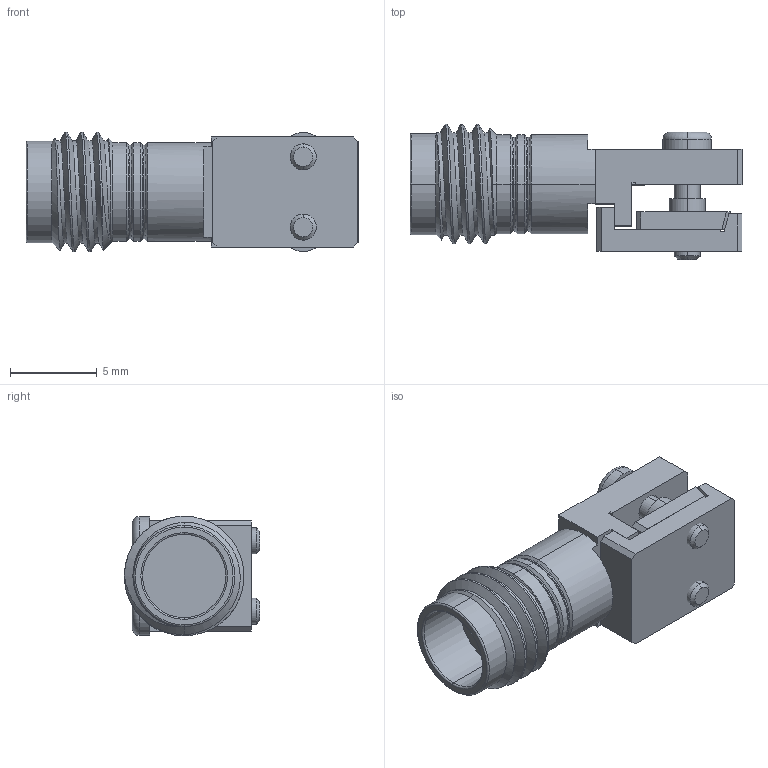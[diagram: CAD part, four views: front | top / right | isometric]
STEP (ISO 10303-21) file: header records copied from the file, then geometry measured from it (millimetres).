
FILE_DESCRIPTION (( 'STEP AP214' ), '1' );
FILE_NAME ('FMCN45949_3D.step', '2023-08-18T22:54:17', ( '' ), ( '' ), 'SwSTEP 2.0', 'SolidWorks 2022', '' );
FILE_SCHEMA (( 'AUTOMOTIVE_DESIGN' ));
Length unit declared in the file: inch
Products named in the file (6): FMCN45949_3D; 24-84NB-NS00-5_2^FMCN45949; 24-84NB-NS00-1^FMCN45949; 24-84NB-NS00-8_2^FMCN45949; 0-80UNF-2A-635L_3^FMCN45949; 24-84NB-NS00-7_3_2^FMCN45949
Assembly tree (6 placements, depth 2):
  FMCN45949_3D
    24-84NB-NS00-1^FMCN45949
    24-84NB-NS00-5_2^FMCN45949
    24-84NB-NS00-8_2^FMCN45949
    24-84NB-NS00-7_3_2^FMCN45949
    0-80UNF-2A-635L_3^FMCN45949  x2
Bounding box: 19.16 x 7.8 x 6.9 mm (x, y, z)
Volume: 485.7 mm3; surface area: 957.9 mm2
Topology: 6 solids, 6 shells, 223 faces, 559 edges, 358 vertices
Faces by surface type: plane 102, cylinder 86, torus 16, cone 16, bspline 3
Entity records: 6771 total; most frequent: CARTESIAN_POINT 1923, DIRECTION 1000, ORIENTED_EDGE 934, EDGE_CURVE 467, AXIS2_PLACEMENT_3D 367, VERTEX_POINT 298, LINE 266, VECTOR 266
